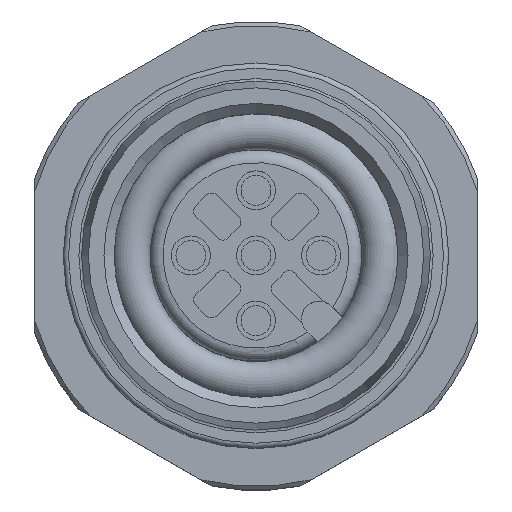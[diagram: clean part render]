
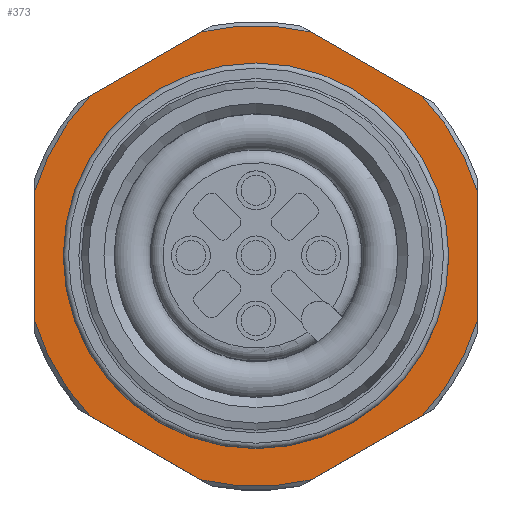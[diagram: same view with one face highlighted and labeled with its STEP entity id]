
A CAD part, top view. The second image highlights one B-rep face of the part: STEP entity #373.
In plain terms, the highlighted planar face has unit normal (0, 0, 1).
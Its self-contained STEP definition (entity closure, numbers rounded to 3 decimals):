
#158=PLANE('',#2020);
#211=LINE('',#2948,#289);
#212=LINE('',#2953,#290);
#213=LINE('',#2957,#291);
#214=LINE('',#2961,#292);
#215=LINE('',#2965,#293);
#216=LINE('',#2969,#294);
#289=VECTOR('',#2315,1.);
#290=VECTOR('',#2318,1.);
#291=VECTOR('',#2321,1.);
#292=VECTOR('',#2324,1.);
#293=VECTOR('',#2327,1.);
#294=VECTOR('',#2330,1.);
#373=ADVANCED_FACE('',(#575,#576),#158,.F.);
#575=FACE_BOUND('',#712,.T.);
#576=FACE_BOUND('',#713,.T.);
#712=EDGE_LOOP('',(#922));
#713=EDGE_LOOP('',(#923,#924,#925,#926,#927,#928,#929,#930,#931,#932,#933,
#934));
#922=ORIENTED_EDGE('',*,*,#1612,.F.);
#923=ORIENTED_EDGE('',*,*,#1613,.T.);
#924=ORIENTED_EDGE('',*,*,#1614,.T.);
#925=ORIENTED_EDGE('',*,*,#1615,.T.);
#926=ORIENTED_EDGE('',*,*,#1616,.T.);
#927=ORIENTED_EDGE('',*,*,#1617,.T.);
#928=ORIENTED_EDGE('',*,*,#1618,.T.);
#929=ORIENTED_EDGE('',*,*,#1619,.T.);
#930=ORIENTED_EDGE('',*,*,#1620,.T.);
#931=ORIENTED_EDGE('',*,*,#1621,.T.);
#932=ORIENTED_EDGE('',*,*,#1622,.T.);
#933=ORIENTED_EDGE('',*,*,#1623,.T.);
#934=ORIENTED_EDGE('',*,*,#1624,.T.);
#1422=VERTEX_POINT('',#2947);
#1423=VERTEX_POINT('',#2949);
#1424=VERTEX_POINT('',#2950);
#1425=VERTEX_POINT('',#2952);
#1426=VERTEX_POINT('',#2954);
#1427=VERTEX_POINT('',#2956);
#1428=VERTEX_POINT('',#2958);
#1429=VERTEX_POINT('',#2960);
#1430=VERTEX_POINT('',#2962);
#1431=VERTEX_POINT('',#2964);
#1432=VERTEX_POINT('',#2966);
#1433=VERTEX_POINT('',#2968);
#1434=VERTEX_POINT('',#2970);
#1612=EDGE_CURVE('',#1422,#1422,#1862,.T.);
#1613=EDGE_CURVE('',#1423,#1424,#211,.T.);
#1614=EDGE_CURVE('',#1424,#1425,#1863,.T.);
#1615=EDGE_CURVE('',#1425,#1426,#212,.T.);
#1616=EDGE_CURVE('',#1426,#1427,#1864,.T.);
#1617=EDGE_CURVE('',#1427,#1428,#213,.T.);
#1618=EDGE_CURVE('',#1428,#1429,#1865,.T.);
#1619=EDGE_CURVE('',#1429,#1430,#214,.T.);
#1620=EDGE_CURVE('',#1430,#1431,#1866,.T.);
#1621=EDGE_CURVE('',#1431,#1432,#215,.T.);
#1622=EDGE_CURVE('',#1432,#1433,#1867,.T.);
#1623=EDGE_CURVE('',#1433,#1434,#216,.T.);
#1624=EDGE_CURVE('',#1434,#1423,#1868,.T.);
#1862=CIRCLE('',#2013,7.4);
#1863=CIRCLE('',#2014,8.85);
#1864=CIRCLE('',#2015,8.85);
#1865=CIRCLE('',#2016,8.85);
#1866=CIRCLE('',#2017,8.85);
#1867=CIRCLE('',#2018,8.85);
#1868=CIRCLE('',#2019,8.85);
#2013=AXIS2_PLACEMENT_3D('',#2946,#2313,#2314);
#2014=AXIS2_PLACEMENT_3D('',#2951,#2316,#2317);
#2015=AXIS2_PLACEMENT_3D('',#2955,#2319,#2320);
#2016=AXIS2_PLACEMENT_3D('',#2959,#2322,#2323);
#2017=AXIS2_PLACEMENT_3D('',#2963,#2325,#2326);
#2018=AXIS2_PLACEMENT_3D('',#2967,#2328,#2329);
#2019=AXIS2_PLACEMENT_3D('',#2971,#2331,#2332);
#2020=AXIS2_PLACEMENT_3D('',#2972,#2333,#2334);
#2313=DIRECTION('',(0.,0.,1.));
#2314=DIRECTION('',(1.,0.,0.));
#2315=DIRECTION('',(-0.866,-0.5,0.));
#2316=DIRECTION('',(0.,0.,1.));
#2317=DIRECTION('',(-1.,0.,0.));
#2318=DIRECTION('',(0.,-1.,0.));
#2319=DIRECTION('',(0.,0.,1.));
#2320=DIRECTION('',(-1.,0.,0.));
#2321=DIRECTION('',(0.866,-0.5,0.));
#2322=DIRECTION('',(0.,0.,1.));
#2323=DIRECTION('',(-1.,0.,0.));
#2324=DIRECTION('',(0.866,0.5,0.));
#2325=DIRECTION('',(0.,0.,1.));
#2326=DIRECTION('',(-1.,0.,0.));
#2327=DIRECTION('',(0.,1.,0.));
#2328=DIRECTION('',(0.,0.,1.));
#2329=DIRECTION('',(-1.,0.,0.));
#2330=DIRECTION('',(-0.866,0.5,0.));
#2331=DIRECTION('',(0.,0.,1.));
#2332=DIRECTION('',(-1.,0.,0.));
#2333=DIRECTION('',(0.,0.,-1.));
#2334=DIRECTION('',(1.,0.,0.));
#2946=CARTESIAN_POINT('',(0.,0.,10.1));
#2947=CARTESIAN_POINT('',(7.4,0.,10.1));
#2948=CARTESIAN_POINT('',(1.797,10.852,10.1));
#2949=CARTESIAN_POINT('',(-2.116,8.593,10.1));
#2950=CARTESIAN_POINT('',(-6.384,6.129,10.1));
#2951=CARTESIAN_POINT('',(0.,0.,10.1));
#2952=CARTESIAN_POINT('',(-8.5,2.464,10.1));
#2953=CARTESIAN_POINT('',(-8.5,6.982,10.1));
#2954=CARTESIAN_POINT('',(-8.5,-2.464,10.1));
#2955=CARTESIAN_POINT('',(0.,0.,10.1));
#2956=CARTESIAN_POINT('',(-6.384,-6.129,10.1));
#2957=CARTESIAN_POINT('',(-10.297,-3.87,10.1));
#2958=CARTESIAN_POINT('',(-2.116,-8.593,10.1));
#2959=CARTESIAN_POINT('',(0.,0.,10.1));
#2960=CARTESIAN_POINT('',(2.116,-8.593,10.1));
#2961=CARTESIAN_POINT('',(-1.797,-10.852,10.1));
#2962=CARTESIAN_POINT('',(6.384,-6.129,10.1));
#2963=CARTESIAN_POINT('',(0.,0.,10.1));
#2964=CARTESIAN_POINT('',(8.5,-2.464,10.1));
#2965=CARTESIAN_POINT('',(8.5,-6.982,10.1));
#2966=CARTESIAN_POINT('',(8.5,2.464,10.1));
#2967=CARTESIAN_POINT('',(0.,0.,10.1));
#2968=CARTESIAN_POINT('',(6.384,6.129,10.1));
#2969=CARTESIAN_POINT('',(10.297,3.87,10.1));
#2970=CARTESIAN_POINT('',(2.116,8.593,10.1));
#2971=CARTESIAN_POINT('',(0.,0.,10.1));
#2972=CARTESIAN_POINT('',(0.,9.,10.1));
